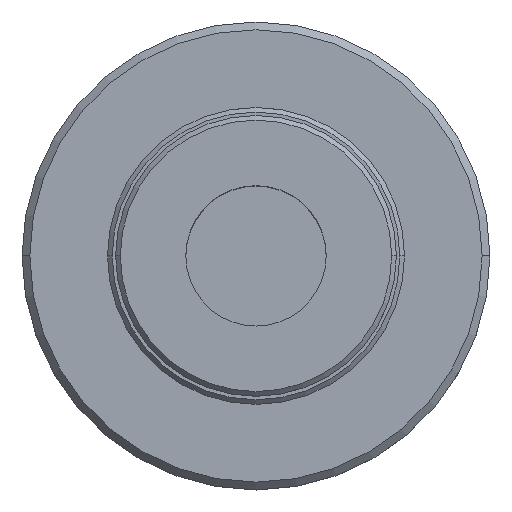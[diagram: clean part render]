
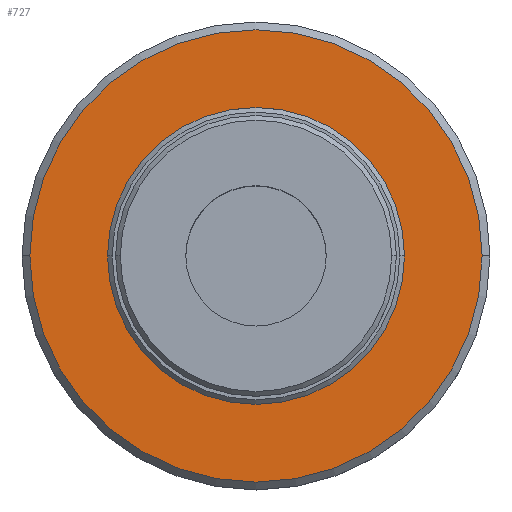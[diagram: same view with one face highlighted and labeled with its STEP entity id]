
A CAD part, top view. The second image highlights one B-rep face of the part: STEP entity #727.
In plain terms, the highlighted planar face has unit normal (0, 0, 1).
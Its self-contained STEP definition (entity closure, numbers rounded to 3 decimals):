
#61 = AXIS2_PLACEMENT_3D ( 'NONE', #1360, #536, #1493 ) ;
#89 = CARTESIAN_POINT ( 'NONE',  ( 0., 0., 12.75 ) ) ;
#98 = CARTESIAN_POINT ( 'NONE',  ( 9.52, 0., 12.75 ) ) ;
#160 = ORIENTED_EDGE ( 'NONE', *, *, #204, .F. ) ;
#169 = DIRECTION ( 'NONE',  ( 0., 0., 1. ) ) ;
#204 = EDGE_CURVE ( 'NONE', #830, #1688, #1112, .T. ) ;
#227 = DIRECTION ( 'NONE',  ( -1., 0., 0. ) ) ;
#254 = CIRCLE ( 'NONE', #429, 9.52 ) ;
#276 = EDGE_CURVE ( 'NONE', #1688, #830, #254, .T. ) ;
#346 = CARTESIAN_POINT ( 'NONE',  ( 0., 0., 12.75 ) ) ;
#349 = EDGE_CURVE ( 'NONE', #933, #1480, #1229, .T. ) ;
#361 = CARTESIAN_POINT ( 'NONE',  ( 14.674, -14.674, 12.75 ) ) ;
#429 = AXIS2_PLACEMENT_3D ( 'NONE', #89, #1074, #227 ) ;
#483 = DIRECTION ( 'NONE',  ( -1., 0., 0. ) ) ;
#536 = DIRECTION ( 'NONE',  ( 0., 0., 1. ) ) ;
#538 = CARTESIAN_POINT ( 'NONE',  ( -14.5, 0., 12.75 ) ) ;
#552 = EDGE_LOOP ( 'NONE', ( #560, #160 ) ) ;
#560 = ORIENTED_EDGE ( 'NONE', *, *, #276, .F. ) ;
#655 = AXIS2_PLACEMENT_3D ( 'NONE', #361, #1595, #798 ) ;
#706 = AXIS2_PLACEMENT_3D ( 'NONE', #1015, #169, #1145 ) ;
#717 = ORIENTED_EDGE ( 'NONE', *, *, #349, .T. ) ;
#720 = CIRCLE ( 'NONE', #706, 14.5 ) ;
#727 = ADVANCED_FACE ( 'NONE', ( #1737, #1068 ), #1064, .F. ) ;
#798 = DIRECTION ( 'NONE',  ( -1., 0., 0. ) ) ;
#830 = VERTEX_POINT ( 'NONE', #98 ) ;
#881 = CARTESIAN_POINT ( 'NONE',  ( -9.52, 0., 12.75 ) ) ;
#902 = CARTESIAN_POINT ( 'NONE',  ( 14.5, 0., 12.75 ) ) ;
#933 = VERTEX_POINT ( 'NONE', #538 ) ;
#1015 = CARTESIAN_POINT ( 'NONE',  ( 0., 0., 12.75 ) ) ;
#1064 = PLANE ( 'NONE',  #655 ) ;
#1068 = FACE_OUTER_BOUND ( 'NONE', #1658, .T. ) ;
#1074 = DIRECTION ( 'NONE',  ( 0., 0., 1. ) ) ;
#1088 = AXIS2_PLACEMENT_3D ( 'NONE', #346, #1308, #483 ) ;
#1112 = CIRCLE ( 'NONE', #61, 9.52 ) ;
#1145 = DIRECTION ( 'NONE',  ( -1., 0., 0. ) ) ;
#1196 = ORIENTED_EDGE ( 'NONE', *, *, #1746, .T. ) ;
#1229 = CIRCLE ( 'NONE', #1088, 14.5 ) ;
#1308 = DIRECTION ( 'NONE',  ( 0., 0., 1. ) ) ;
#1360 = CARTESIAN_POINT ( 'NONE',  ( 0., 0., 12.75 ) ) ;
#1480 = VERTEX_POINT ( 'NONE', #902 ) ;
#1493 = DIRECTION ( 'NONE',  ( -1., 0., 0. ) ) ;
#1595 = DIRECTION ( 'NONE',  ( 0., 0., -1. ) ) ;
#1658 = EDGE_LOOP ( 'NONE', ( #717, #1196 ) ) ;
#1688 = VERTEX_POINT ( 'NONE', #881 ) ;
#1737 = FACE_BOUND ( 'NONE', #552, .T. ) ;
#1746 = EDGE_CURVE ( 'NONE', #1480, #933, #720, .T. ) ;
